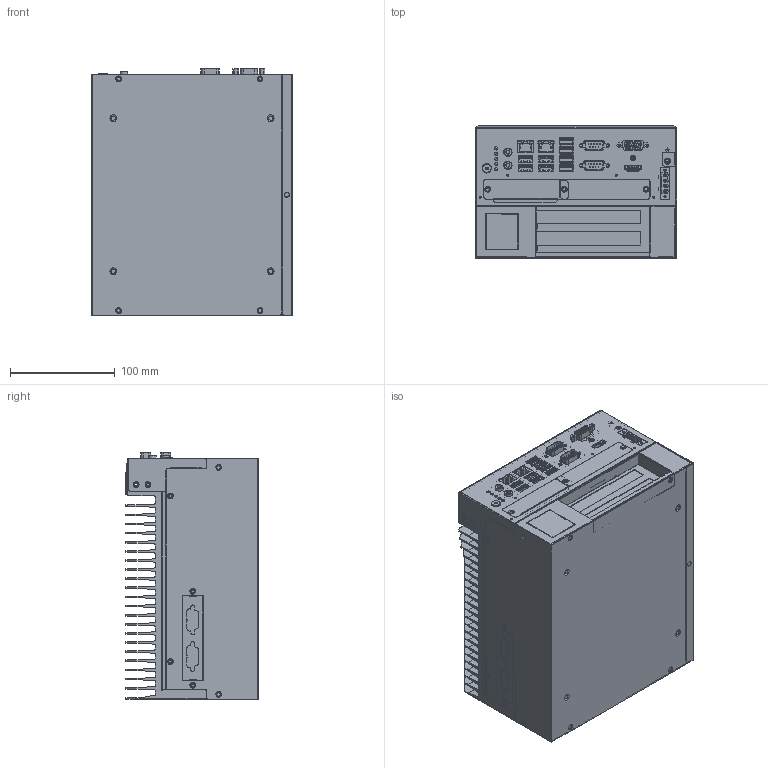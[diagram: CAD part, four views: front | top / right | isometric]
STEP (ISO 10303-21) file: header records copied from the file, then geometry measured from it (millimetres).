
FILE_DESCRIPTION(/* description */ (''),/* implementation_level */ '2;1');
FILE_NAME(/* name */ 'vicosys_6300.stp',/* time_stamp */ '2022-04-27T12:42:13+02:00',/* author */ (''),/* organization */ (''),/* preprocessor_version */ 'ST-DEVELOPER v16.5',/* originating_system */ 'Autodesk Inventor 2017',/* authorisation */ '');
FILE_SCHEMA (('AUTOMOTIVE_DESIGN { 1 0 10303 214 3 1 1 }'));
Products named in the file (1): vicosys_6300
Bounding box: 192 x 127 x 235.17 mm (x, y, z)
Volume: 2768179.1 mm3; surface area: 656239.6 mm2
Topology: 18 solids, 27 shells, 7282 faces, 19445 edges, 12657 vertices
Faces by surface type: plane 5934, cylinder 1110, bspline 78, cone 77, torus 54, sphere 29
Full cylindrical faces by diameter (mm): 0.254 x1, 0.6 x22, 0.8 x15, 0.813 x3, 1.2 x4, 1.7 x1, 1.8 x1, 2 x8, 2.05 x2, 2.1 x1, 2.261 x6, 2.4 x2, 2.5 x11, 2.8 x30, 3 x20, 3.251 x2, 3.3 x3, 3.5 x5, 3.6 x4, 3.8 x5, 3.85 x2, 4 x2, 4.2 x13, 4.4 x24, 4.5 x1, 4.6 x5, 4.78 x7, 4.98 x4, 5 x1, 5.38 x7
Entity records: 229052 total; most frequent: CARTESIAN_POINT 44242, ORIENTED_EDGE 37856, DIRECTION 35718, EDGE_CURVE 18928, LINE 16228, VECTOR 16228, VERTEX_POINT 12547, AXIS2_PLACEMENT_3D 9745
